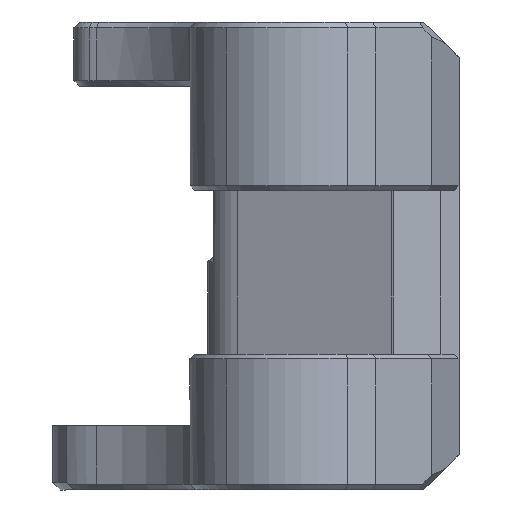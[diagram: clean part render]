
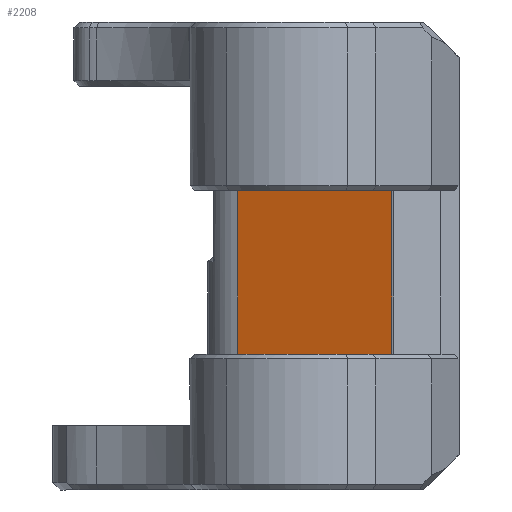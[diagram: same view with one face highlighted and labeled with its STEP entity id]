
A CAD part, front view. The second image highlights one B-rep face of the part: STEP entity #2208.
In plain terms, the highlighted planar face has unit normal (-0.358, -0.934, 0).
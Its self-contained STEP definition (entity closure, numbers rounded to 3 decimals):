
#439 = VERTEX_POINT ( 'NONE', #6054 ) ;
#441 = PLANE ( 'NONE',  #1756 ) ;
#761 = EDGE_CURVE ( 'NONE', #439, #4301, #8796, .T. ) ;
#783 = EDGE_CURVE ( 'NONE', #5577, #3628, #3400, .T. ) ;
#1148 = CARTESIAN_POINT ( 'NONE',  ( 40.366, 59.586, 46.272 ) ) ;
#1198 = ORIENTED_EDGE ( 'NONE', *, *, #4333, .F. ) ;
#1347 = DIRECTION ( 'NONE',  ( -0.934, 0.358, 0. ) ) ;
#1756 = AXIS2_PLACEMENT_3D ( 'NONE', #6757, #4021, #7469 ) ;
#2131 = DIRECTION ( 'NONE',  ( 0.934, -0.358, 0. ) ) ;
#2208 = ADVANCED_FACE ( 'NONE', ( #5578 ), #441, .F. ) ;
#2278 = VECTOR ( 'NONE', #5621, 1000. ) ;
#2551 = EDGE_LOOP ( 'NONE', ( #6138, #3501, #8921, #1198 ) ) ;
#2566 = CARTESIAN_POINT ( 'NONE',  ( 40.366, 59.586, 39.372 ) ) ;
#2770 = CARTESIAN_POINT ( 'NONE',  ( 33.785, 62.113, 46.372 ) ) ;
#3400 = LINE ( 'NONE', #8385, #8368 ) ;
#3501 = ORIENTED_EDGE ( 'NONE', *, *, #5626, .F. ) ;
#3628 = VERTEX_POINT ( 'NONE', #4768 ) ;
#3733 = LINE ( 'NONE', #1148, #2278 ) ;
#4021 = DIRECTION ( 'NONE',  ( 0.358, 0.934, 0. ) ) ;
#4301 = VERTEX_POINT ( 'NONE', #7776 ) ;
#4308 = CARTESIAN_POINT ( 'NONE',  ( 33.785, 62.113, 39.372 ) ) ;
#4333 = EDGE_CURVE ( 'NONE', #3628, #439, #5909, .T. ) ;
#4346 = CARTESIAN_POINT ( 'NONE',  ( 33.785, 62.113, 46.372 ) ) ;
#4768 = CARTESIAN_POINT ( 'NONE',  ( 33.785, 62.113, 39.372 ) ) ;
#4877 = VECTOR ( 'NONE', #2131, 1000. ) ;
#5027 = CARTESIAN_POINT ( 'NONE',  ( 33.785, 62.113, 41.705 ) ) ;
#5577 = VERTEX_POINT ( 'NONE', #2566 ) ;
#5578 = FACE_OUTER_BOUND ( 'NONE', #2551, .T. ) ;
#5621 = DIRECTION ( 'NONE',  ( 0., 0., -1. ) ) ;
#5626 = EDGE_CURVE ( 'NONE', #4301, #5577, #3733, .T. ) ;
#5909 = B_SPLINE_CURVE_WITH_KNOTS ( 'NONE', 3,
 ( #4308, #5027, #7029, #4346 ),
 .UNSPECIFIED., .F., .F.,
 ( 4, 4 ),
 ( 0., 1. ),
 .UNSPECIFIED. ) ;
#6054 = CARTESIAN_POINT ( 'NONE',  ( 33.785, 62.113, 46.372 ) ) ;
#6138 = ORIENTED_EDGE ( 'NONE', *, *, #783, .F. ) ;
#6757 = CARTESIAN_POINT ( 'NONE',  ( 43.234, 58.486, 15.754 ) ) ;
#7029 = CARTESIAN_POINT ( 'NONE',  ( 33.785, 62.113, 44.038 ) ) ;
#7469 = DIRECTION ( 'NONE',  ( 0., 0., -1. ) ) ;
#7776 = CARTESIAN_POINT ( 'NONE',  ( 40.366, 59.586, 46.372 ) ) ;
#8368 = VECTOR ( 'NONE', #1347, 1000. ) ;
#8385 = CARTESIAN_POINT ( 'NONE',  ( 40.366, 59.586, 39.372 ) ) ;
#8796 = LINE ( 'NONE', #2770, #4877 ) ;
#8921 = ORIENTED_EDGE ( 'NONE', *, *, #761, .F. ) ;
